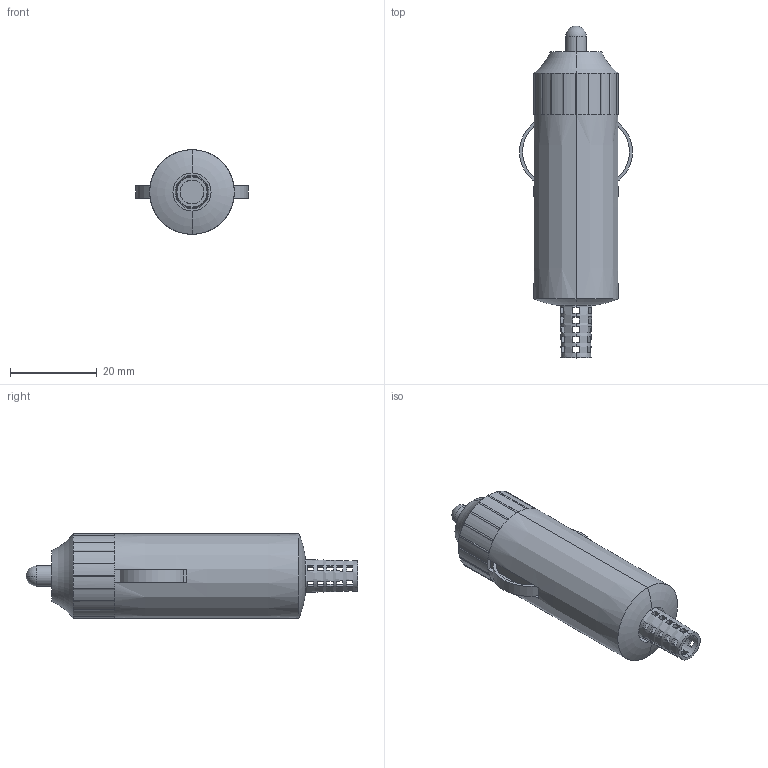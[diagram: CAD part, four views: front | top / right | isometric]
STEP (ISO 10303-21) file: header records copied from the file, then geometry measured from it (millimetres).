
FILE_DESCRIPTION (( 'STEP AP214' ), '1' );
FILE_NAME ('ZA1030.STEP', '2020-02-11T21:25:36', ( '' ), ( '' ), 'SwSTEP 2.0', 'SolidWorks 2017', '' );
FILE_SCHEMA (( 'AUTOMOTIVE_DESIGN' ));
Length unit declared in the file: millimetre
Products named in the file (1): ZA1030
Bounding box: 26.11 x 76.73 x 19.8 mm (x, y, z)
Volume: 16962.4 mm3; surface area: 5400.9 mm2
Topology: 5 solids, 5 shells, 232 faces, 678 edges, 436 vertices
Faces by surface type: plane 163, cylinder 59, cone 4, torus 4, sphere 2
Entity records: 8205 total; most frequent: CARTESIAN_POINT 1793, ORIENTED_EDGE 1352, DIRECTION 1347, EDGE_CURVE 676, AXIS2_PLACEMENT_3D 528, VERTEX_POINT 436, CIRCLE 295, VECTOR 291
